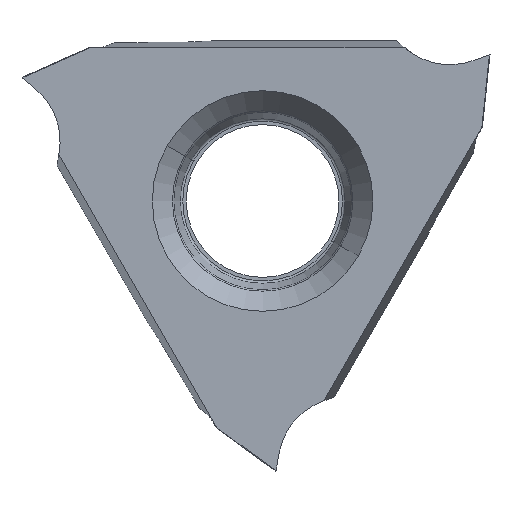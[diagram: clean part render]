
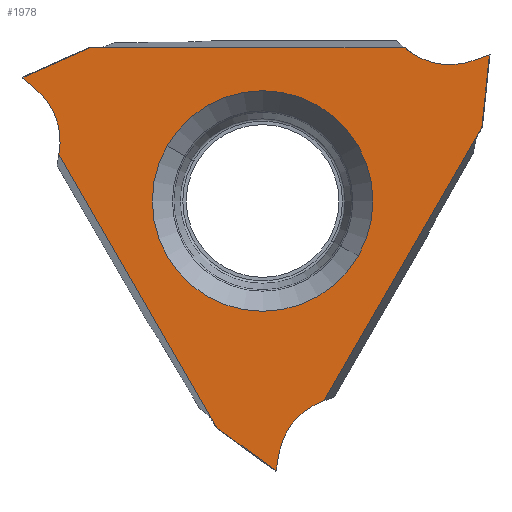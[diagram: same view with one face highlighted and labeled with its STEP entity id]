
A CAD part, left-side view. The second image highlights one B-rep face of the part: STEP entity #1978.
In plain terms, the highlighted planar face has unit normal (-1, 0, 0).
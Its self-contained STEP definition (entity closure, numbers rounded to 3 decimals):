
#265=CARTESIAN_POINT('',(0.,1.352,-6.677));
#341=DIRECTION('',(0.,-0.5,-0.866));
#342=VECTOR('',#341,9.305);
#343=CARTESIAN_POINT('',(0.,6.005,1.382));
#344=LINE('',#343,#342);
#348=DIRECTION('',(0.,0.105,-0.995));
#349=VECTOR('',#348,2.1);
#350=CARTESIAN_POINT('',(0.,-6.678,4.255));
#351=LINE('',#350,#349);
#355=CARTESIAN_POINT('',(0.,-2.454,-7.784));
#356=DIRECTION('',(1.,0.,0.));
#357=DIRECTION('',(0.,0.47,0.883));
#358=AXIS2_PLACEMENT_3D('',#355,#356,#357);
#363=CARTESIAN_POINT('',(0.,-1.514,-6.018));
#364=CARTESIAN_POINT('',(0.,-1.437,-6.059));
#365=CARTESIAN_POINT('',(0.,-1.29,-6.15));
#366=CARTESIAN_POINT('',(0.,-1.089,-6.314));
#367=CARTESIAN_POINT('',(0.,-0.91,-6.503));
#368=CARTESIAN_POINT('',(0.,-0.758,-6.713));
#369=CARTESIAN_POINT('',(0.,-0.634,-6.941));
#370=CARTESIAN_POINT('',(0.,-0.54,-7.184));
#371=CARTESIAN_POINT('',(0.,-0.499,-7.351));
#372=CARTESIAN_POINT('',(0.,-0.484,-7.436));
#377=DIRECTION('',(0.,0.927,0.375));
#378=VECTOR('',#377,0.054);
#379=CARTESIAN_POINT('',(0.,-0.397,-7.931));
#380=LINE('',#379,#378);
#384=DIRECTION('',(0.,0.809,0.588));
#385=VECTOR('',#384,2.1);
#386=CARTESIAN_POINT('',(0.,-0.346,-7.911));
#387=LINE('',#386,#385);
#391=CARTESIAN_POINT('',(0.,7.969,1.767));
#392=DIRECTION('',(1.,0.,0.));
#393=DIRECTION('',(0.,-0.999,-0.035));
#394=AXIS2_PLACEMENT_3D('',#391,#392,#393);
#399=CARTESIAN_POINT('',(0.,5.969,1.698));
#400=CARTESIAN_POINT('',(0.,5.966,1.785));
#401=CARTESIAN_POINT('',(0.,5.971,1.958));
#402=CARTESIAN_POINT('',(0.,6.013,2.214));
#403=CARTESIAN_POINT('',(0.,6.087,2.463));
#404=CARTESIAN_POINT('',(0.,6.192,2.7));
#405=CARTESIAN_POINT('',(0.,6.328,2.922));
#406=CARTESIAN_POINT('',(0.,6.491,3.124));
#407=CARTESIAN_POINT('',(0.,6.616,3.243));
#408=CARTESIAN_POINT('',(0.,6.682,3.299));
#413=DIRECTION('',(0.,-0.788,0.616));
#414=VECTOR('',#413,0.054);
#415=CARTESIAN_POINT('',(0.,7.067,3.622));
#416=LINE('',#415,#414);
#420=DIRECTION('',(0.,-0.914,0.407));
#421=VECTOR('',#420,2.1);
#422=CARTESIAN_POINT('',(0.,7.024,3.655));
#423=LINE('',#422,#421);
#427=CARTESIAN_POINT('',(0.,-5.514,6.018));
#428=DIRECTION('',(1.,0.,0.));
#429=DIRECTION('',(0.,0.53,-0.848));
#430=AXIS2_PLACEMENT_3D('',#427,#428,#429);
#435=CARTESIAN_POINT('',(0.,-4.455,4.32));
#436=CARTESIAN_POINT('',(0.,-4.529,4.274));
#437=CARTESIAN_POINT('',(0.,-4.681,4.192));
#438=CARTESIAN_POINT('',(0.,-4.924,4.1));
#439=CARTESIAN_POINT('',(0.,-5.176,4.04));
#440=CARTESIAN_POINT('',(0.,-5.435,4.013));
#441=CARTESIAN_POINT('',(0.,-5.694,4.019));
#442=CARTESIAN_POINT('',(0.,-5.951,4.059));
#443=CARTESIAN_POINT('',(0.,-6.117,4.108));
#444=CARTESIAN_POINT('',(0.,-6.198,4.137));
#449=DIRECTION('',(0.,-0.139,-0.99));
#450=VECTOR('',#449,0.054);
#451=CARTESIAN_POINT('',(0.,-6.67,4.309));
#452=LINE('',#451,#450);
#456=CARTESIAN_POINT('',(0.,0.,0.));
#457=DIRECTION('',(1.,0.,0.));
#458=DIRECTION('',(0.,-0.866,-0.5));
#459=AXIS2_PLACEMENT_3D('',#456,#457,#458);
#472=CARTESIAN_POINT('',(0.,0.,0.));
#473=DIRECTION('',(1.,0.,0.));
#474=DIRECTION('',(0.,0.866,0.5));
#475=AXIS2_PLACEMENT_3D('',#472,#473,#474);
#647=CARTESIAN_POINT('',(0.,-6.458,2.167));
#724=DIRECTION('',(0.,-0.5,0.866));
#725=VECTOR('',#724,9.305);
#726=CARTESIAN_POINT('',(0.,-1.806,-5.891));
#727=LINE('',#726,#725);
#791=CARTESIAN_POINT('',(0.,-6.67,4.309));
#801=DIRECTION('',(0.,0.94,-0.342));
#802=VECTOR('',#801,0.502);
#803=CARTESIAN_POINT('',(0.,-6.67,4.309));
#804=LINE('',#803,#802);
#937=CARTESIAN_POINT('',(0.,5.106,4.509));
#1013=DIRECTION('',(0.,1.,0.));
#1014=VECTOR('',#1013,9.305);
#1015=CARTESIAN_POINT('',(0.,-4.199,4.509));
#1016=LINE('',#1015,#1014);
#1041=CARTESIAN_POINT('',(0.,7.067,3.622));
#1051=DIRECTION('',(0.,-0.766,-0.643));
#1052=VECTOR('',#1051,0.502);
#1053=CARTESIAN_POINT('',(0.,7.067,3.622));
#1054=LINE('',#1053,#1052);
#1391=CARTESIAN_POINT('',(0.,-0.397,-7.931));
#1401=DIRECTION('',(0.,-0.174,0.985));
#1402=VECTOR('',#1401,0.502);
#1403=CARTESIAN_POINT('',(0.,-0.397,-7.931));
#1404=LINE('',#1403,#1402);
#1582=CARTESIAN_POINT('',(0.,-2.815,-1.625));
#1583=CARTESIAN_POINT('',(0.,2.815,1.625));
#1584=VERTEX_POINT('',#1582);
#1585=VERTEX_POINT('',#1583);
#1590=VERTEX_POINT('',#363);
#1591=VERTEX_POINT('',#372);
#1592=CARTESIAN_POINT('',(0.,-1.806,-5.891));
#1593=VERTEX_POINT('',#1592);
#1599=CARTESIAN_POINT('',(0.,5.969,1.697));
#1600=CARTESIAN_POINT('',(0.,6.005,1.382));
#1601=VERTEX_POINT('',#1599);
#1602=VERTEX_POINT('',#1600);
#1603=VERTEX_POINT('',#408);
#1608=CARTESIAN_POINT('',(0.,-4.454,4.32));
#1609=CARTESIAN_POINT('',(0.,-4.199,4.509));
#1610=VERTEX_POINT('',#1608);
#1611=VERTEX_POINT('',#1609);
#1612=VERTEX_POINT('',#444);
#1640=VERTEX_POINT('',#791);
#1644=VERTEX_POINT('',#1391);
#1648=VERTEX_POINT('',#1041);
#1653=VERTEX_POINT('',#647);
#1654=CARTESIAN_POINT('',(0.,-6.678,4.255));
#1655=VERTEX_POINT('',#1654);
#1663=VERTEX_POINT('',#265);
#1664=CARTESIAN_POINT('',(0.,-0.346,-7.911));
#1665=VERTEX_POINT('',#1664);
#1673=VERTEX_POINT('',#937);
#1674=CARTESIAN_POINT('',(0.,7.024,3.655));
#1675=VERTEX_POINT('',#1674);
#1933=CARTESIAN_POINT('',(0.,-9.815,4.999));
#1934=DIRECTION('',(-1.,0.,0.));
#1935=DIRECTION('',(0.,0.866,0.5));
#1936=AXIS2_PLACEMENT_3D('',#1933,#1934,#1935);
#1937=PLANE('',#1936);
#1939=ORIENTED_EDGE('',*,*,#1938,.T.);
#1941=ORIENTED_EDGE('',*,*,#1940,.F.);
#1943=ORIENTED_EDGE('',*,*,#1942,.F.);
#1944=ORIENTED_EDGE('',*,*,#1832,.T.);
#1946=ORIENTED_EDGE('',*,*,#1945,.F.);
#1948=ORIENTED_EDGE('',*,*,#1947,.T.);
#1949=ORIENTED_EDGE('',*,*,#1924,.T.);
#1950=ORIENTED_EDGE('',*,*,#1913,.F.);
#1952=ORIENTED_EDGE('',*,*,#1951,.F.);
#1953=ORIENTED_EDGE('',*,*,#1726,.T.);
#1955=ORIENTED_EDGE('',*,*,#1954,.F.);
#1957=ORIENTED_EDGE('',*,*,#1956,.T.);
#1959=ORIENTED_EDGE('',*,*,#1958,.T.);
#1961=ORIENTED_EDGE('',*,*,#1960,.F.);
#1963=ORIENTED_EDGE('',*,*,#1962,.F.);
#1965=ORIENTED_EDGE('',*,*,#1964,.T.);
#1967=ORIENTED_EDGE('',*,*,#1966,.F.);
#1969=ORIENTED_EDGE('',*,*,#1968,.T.);
#1970=EDGE_LOOP('',(#1939,#1941,#1943,#1944,#1946,#1948,#1949,#1950,#1952,#1953,
#1955,#1957,#1959,#1961,#1963,#1965,#1967,#1969));
#1971=FACE_OUTER_BOUND('',#1970,.F.);
#1973=ORIENTED_EDGE('',*,*,#1972,.F.);
#1975=ORIENTED_EDGE('',*,*,#1974,.F.);
#1976=EDGE_LOOP('',(#1973,#1975));
#1977=FACE_BOUND('',#1976,.F.);
#359=CIRCLE('',#358,2.001);
#373=B_SPLINE_CURVE_WITH_KNOTS('',3,(#363,#364,#365,#366,#367,#368,#369,#370,
#371,#372),.UNSPECIFIED.,.F.,.F.,(4,1,1,1,1,1,1,4),(0.,0.143,
0.286,0.429,0.571,0.714,
0.857,1.),.UNSPECIFIED.);
#395=CIRCLE('',#394,2.001);
#409=B_SPLINE_CURVE_WITH_KNOTS('',3,(#399,#400,#401,#402,#403,#404,#405,#406,
#407,#408),.UNSPECIFIED.,.F.,.F.,(4,1,1,1,1,1,1,4),(0.,0.143,
0.286,0.429,0.571,0.714,
0.857,1.),.UNSPECIFIED.);
#431=CIRCLE('',#430,2.001);
#445=B_SPLINE_CURVE_WITH_KNOTS('',3,(#435,#436,#437,#438,#439,#440,#441,#442,
#443,#444),.UNSPECIFIED.,.F.,.F.,(4,1,1,1,1,1,1,4),(0.,0.143,
0.286,0.429,0.571,0.714,
0.857,1.),.UNSPECIFIED.);
#460=CIRCLE('',#459,3.25);
#476=CIRCLE('',#475,3.25);
#1726=EDGE_CURVE('',#1601,#1603,#409,.T.);
#1832=EDGE_CURVE('',#1590,#1591,#373,.T.);
#1913=EDGE_CURVE('',#1602,#1663,#344,.T.);
#1924=EDGE_CURVE('',#1665,#1663,#387,.T.);
#1938=EDGE_CURVE('',#1655,#1653,#351,.T.);
#1940=EDGE_CURVE('',#1593,#1653,#727,.T.);
#1942=EDGE_CURVE('',#1590,#1593,#359,.T.);
#1945=EDGE_CURVE('',#1644,#1591,#1404,.T.);
#1947=EDGE_CURVE('',#1644,#1665,#380,.T.);
#1951=EDGE_CURVE('',#1601,#1602,#395,.T.);
#1954=EDGE_CURVE('',#1648,#1603,#1054,.T.);
#1956=EDGE_CURVE('',#1648,#1675,#416,.T.);
#1958=EDGE_CURVE('',#1675,#1673,#423,.T.);
#1960=EDGE_CURVE('',#1611,#1673,#1016,.T.);
#1962=EDGE_CURVE('',#1610,#1611,#431,.T.);
#1964=EDGE_CURVE('',#1610,#1612,#445,.T.);
#1966=EDGE_CURVE('',#1640,#1612,#804,.T.);
#1968=EDGE_CURVE('',#1640,#1655,#452,.T.);
#1972=EDGE_CURVE('',#1584,#1585,#460,.T.);
#1974=EDGE_CURVE('',#1585,#1584,#476,.T.);
#1978=ADVANCED_FACE('',(#1971,#1977),#1937,.T.);
